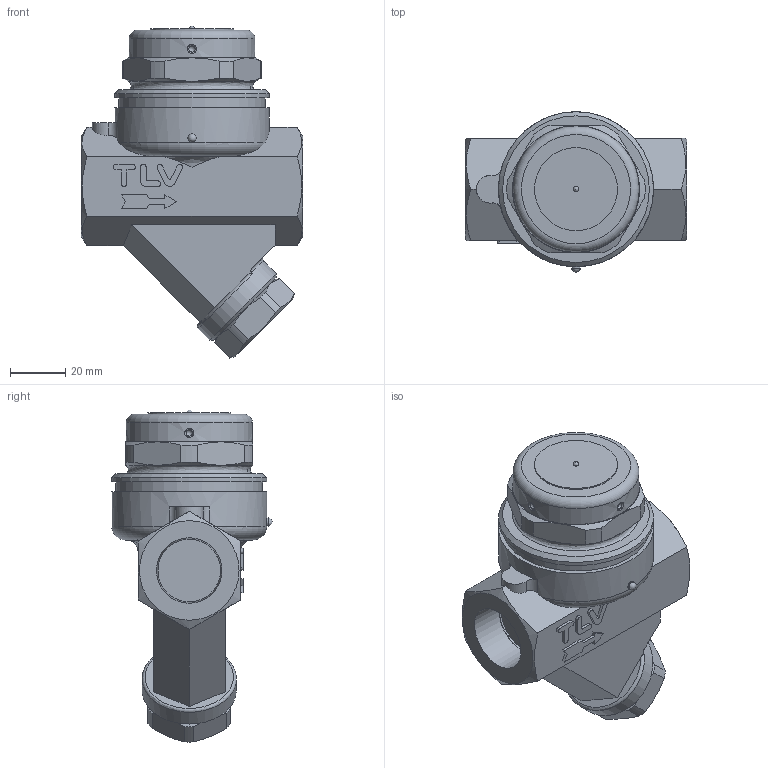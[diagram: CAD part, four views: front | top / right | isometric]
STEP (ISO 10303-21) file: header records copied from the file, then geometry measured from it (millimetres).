
FILE_DESCRIPTION((''),'2;1');
FILE_NAME('p46rn-020-screw-00.stp','2010-01-27T15:13:33',('nakaot'),(''),'Autodesk Inventor 2008','Autodesk Inventor 2008','');
FILE_SCHEMA(('AUTOMOTIVE_DESIGN { 1 0 10303 214 1 1 1 1 }'));
Length unit declared in the file: millimetre
Products named in the file (1): p46rn-020-screw-00
Bounding box: 80 x 57.99 x 119.99 mm (x, y, z)
Volume: 203597.7 mm3; surface area: 27278.6 mm2
Topology: 2 solids, 2 shells, 149 faces, 373 edges, 242 vertices
Faces by surface type: plane 72, cylinder 33, cone 18, bspline 16, sphere 6, torus 4
Full cylindrical faces by diameter (mm): 3 x1, 30 x1, 34 x1, 45.5 x1, 53 x1, 56 x2
Entity records: 6384 total; most frequent: CARTESIAN_POINT 3099, ORIENTED_EDGE 678, DIRECTION 651, EDGE_CURVE 339, AXIS2_PLACEMENT_3D 250, VERTEX_POINT 230, EDGE_LOOP 187, VECTOR 151
